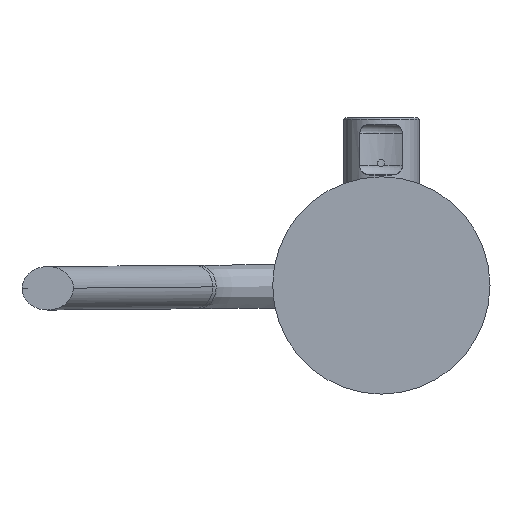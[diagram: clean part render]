
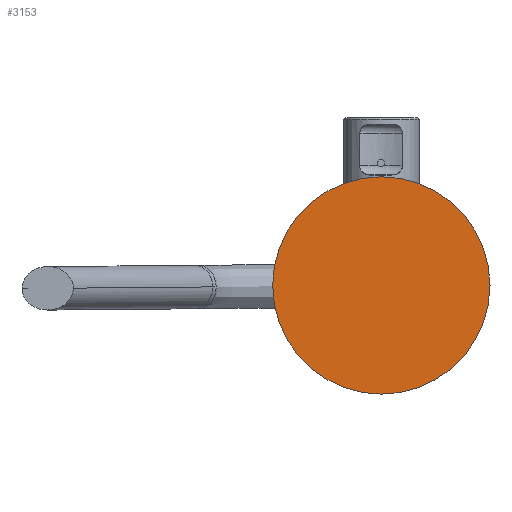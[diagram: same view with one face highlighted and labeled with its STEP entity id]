
A CAD part, front view. The second image highlights one B-rep face of the part: STEP entity #3153.
In plain terms, the highlighted planar face has unit normal (0, -1, 0).
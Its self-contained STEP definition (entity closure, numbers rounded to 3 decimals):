
#257 = CARTESIAN_POINT ( 'NONE',  ( -137.692, -588.151, 944.4 ) ) ;
#446 = EDGE_CURVE ( 'NONE', #1827, #2851, #1763, .T. ) ;
#481 = ORIENTED_EDGE ( 'NONE', *, *, #446, .T. ) ;
#616 = DIRECTION ( 'NONE',  ( 0., 0., -1. ) ) ;
#715 = CIRCLE ( 'NONE', #884, 60. ) ;
#884 = AXIS2_PLACEMENT_3D ( 'NONE', #2330, #1326, #1096 ) ;
#954 = EDGE_LOOP ( 'NONE', ( #2665, #481 ) ) ;
#1063 = DIRECTION ( 'NONE',  ( 0., -1., 0. ) ) ;
#1096 = DIRECTION ( 'NONE',  ( 0., 0., -1. ) ) ;
#1144 = DIRECTION ( 'NONE',  ( 0., -1., 0. ) ) ;
#1326 = DIRECTION ( 'NONE',  ( 0., -1., 0. ) ) ;
#1554 = FACE_OUTER_BOUND ( 'NONE', #954, .T. ) ;
#1557 = CARTESIAN_POINT ( 'NONE',  ( -137.692, -588.151, 1004.4 ) ) ;
#1763 = CIRCLE ( 'NONE', #2250, 60. ) ;
#1827 = VERTEX_POINT ( 'NONE', #2950 ) ;
#1832 = DIRECTION ( 'NONE',  ( 0., 0., -1. ) ) ;
#2127 = PLANE ( 'NONE',  #2991 ) ;
#2250 = AXIS2_PLACEMENT_3D ( 'NONE', #257, #1063, #1832 ) ;
#2330 = CARTESIAN_POINT ( 'NONE',  ( -137.692, -588.151, 944.4 ) ) ;
#2665 = ORIENTED_EDGE ( 'NONE', *, *, #3073, .T. ) ;
#2851 = VERTEX_POINT ( 'NONE', #1557 ) ;
#2897 = CARTESIAN_POINT ( 'NONE',  ( -137.692, -588.151, 944.4 ) ) ;
#2950 = CARTESIAN_POINT ( 'NONE',  ( -137.692, -588.151, 884.4 ) ) ;
#2991 = AXIS2_PLACEMENT_3D ( 'NONE', #2897, #1144, #616 ) ;
#3073 = EDGE_CURVE ( 'NONE', #2851, #1827, #715, .T. ) ;
#3153 = ADVANCED_FACE ( 'NONE', ( #1554 ), #2127, .T. ) ;
